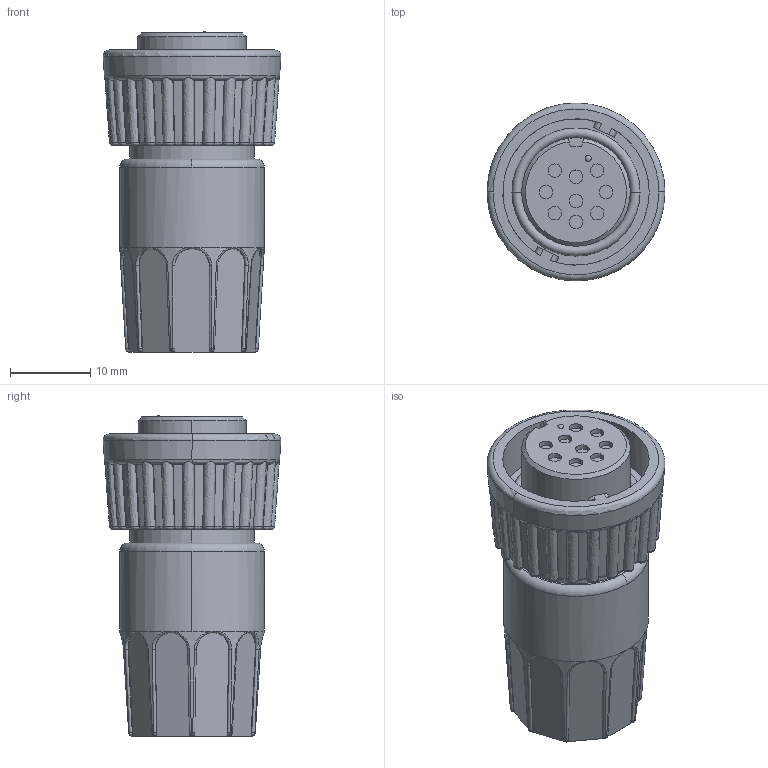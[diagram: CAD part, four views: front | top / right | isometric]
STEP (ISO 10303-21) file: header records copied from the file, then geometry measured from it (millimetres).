
FILE_DESCRIPTION (( 'STEP AP203' ), '1' );
FILE_NAME ('3282-9SG-318.STEP', '2014-03-18T21:10:38', ( '' ), ( '' ), 'SwSTEP 2.0', 'SolidWorks 2014', '' );
FILE_SCHEMA (( 'CONFIG_CONTROL_DESIGN' ));
Length unit declared in the file: inch
Products named in the file (1): 3282-9SG-318
Bounding box: 22.22 x 22.22 x 40.03 mm (x, y, z)
Volume: 9245.2 mm3; surface area: 4100.4 mm2
Topology: 1 solids, 2 shells, 341 faces, 916 edges, 594 vertices
Faces by surface type: bspline 147, plane 82, cylinder 50, cone 38, torus 23, sphere 1
Entity records: 16931 total; most frequent: CARTESIAN_POINT 9739, ORIENTED_EDGE 1832, DIRECTION 1075, EDGE_CURVE 916, VERTEX_POINT 594, AXIS2_PLACEMENT_3D 455, B_SPLINE_CURVE_WITH_KNOTS 394, EDGE_LOOP 358
